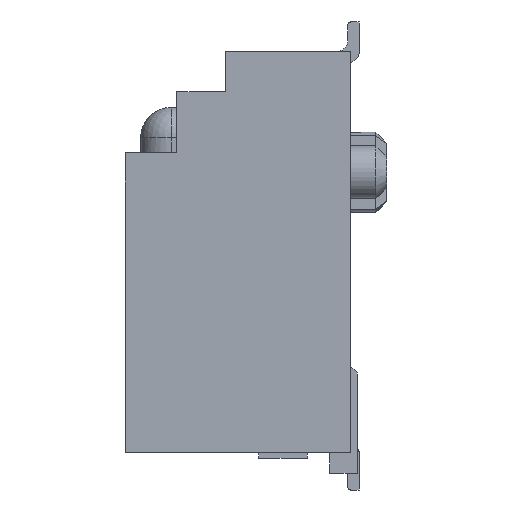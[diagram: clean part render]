
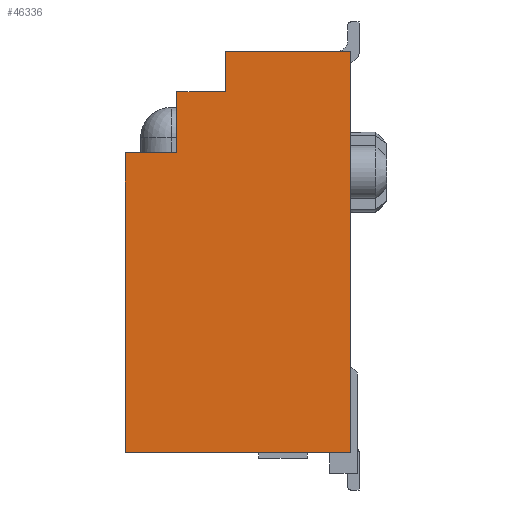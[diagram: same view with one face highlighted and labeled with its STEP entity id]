
A CAD part, left-side view. The second image highlights one B-rep face of the part: STEP entity #46336.
In plain terms, the highlighted planar face has unit normal (-1, 0, 0).
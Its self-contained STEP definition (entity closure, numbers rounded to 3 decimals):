
#851=DIRECTION('',(0.,0.,1.));
#852=VECTOR('',#851,7.2);
#853=CARTESIAN_POINT('',(-10.95,0.,-3.28));
#854=LINE('',#853,#852);
#17542=DIRECTION('',(0.,-1.,0.));
#17543=VECTOR('',#17542,0.93);
#17544=CARTESIAN_POINT('',(-10.95,4.05,2.1));
#17545=LINE('',#17544,#17543);
#17546=DIRECTION('',(0.,0.,1.));
#17547=VECTOR('',#17546,1.1);
#17548=CARTESIAN_POINT('',(-10.95,3.12,2.1));
#17549=LINE('',#17548,#17547);
#17550=DIRECTION('',(0.,-1.,0.));
#17551=VECTOR('',#17550,0.87);
#17552=CARTESIAN_POINT('',(-10.95,3.12,3.2));
#17553=LINE('',#17552,#17551);
#17554=DIRECTION('',(0.,0.,1.));
#17555=VECTOR('',#17554,0.72);
#17556=CARTESIAN_POINT('',(-10.95,2.25,3.2));
#17557=LINE('',#17556,#17555);
#17558=DIRECTION('',(0.,-1.,0.));
#17559=VECTOR('',#17558,2.25);
#17560=CARTESIAN_POINT('',(-10.95,2.25,3.92));
#17561=LINE('',#17560,#17559);
#17562=DIRECTION('',(0.,1.,0.));
#17563=VECTOR('',#17562,4.05);
#17564=CARTESIAN_POINT('',(-10.95,0.,-3.28));
#17565=LINE('',#17564,#17563);
#17574=DIRECTION('',(0.,0.,-1.));
#17575=VECTOR('',#17574,5.38);
#17576=CARTESIAN_POINT('',(-10.95,4.05,2.1));
#17577=LINE('',#17576,#17575);
#23331=CARTESIAN_POINT('',(-10.95,0.,-3.28));
#23332=CARTESIAN_POINT('',(-10.95,0.,3.92));
#23333=VERTEX_POINT('',#23331);
#23334=VERTEX_POINT('',#23332);
#23335=CARTESIAN_POINT('',(-10.95,4.05,-3.28));
#23336=VERTEX_POINT('',#23335);
#23337=CARTESIAN_POINT('',(-10.95,3.12,2.1));
#23338=CARTESIAN_POINT('',(-10.95,3.12,3.2));
#23339=VERTEX_POINT('',#23337);
#23340=VERTEX_POINT('',#23338);
#23341=CARTESIAN_POINT('',(-10.95,2.25,3.2));
#23342=VERTEX_POINT('',#23341);
#23343=CARTESIAN_POINT('',(-10.95,2.25,3.92));
#23344=VERTEX_POINT('',#23343);
#23361=CARTESIAN_POINT('',(-10.95,4.05,2.1));
#23362=VERTEX_POINT('',#23361);
#46317=CARTESIAN_POINT('',(-10.95,2.025,0.32));
#46318=DIRECTION('',(1.,0.,0.));
#46319=DIRECTION('',(0.,0.,-1.));
#46320=AXIS2_PLACEMENT_3D('',#46317,#46318,#46319);
#46321=PLANE('',#46320);
#46323=ORIENTED_EDGE('',*,*,#46322,.F.);
#46325=ORIENTED_EDGE('',*,*,#46324,.T.);
#46327=ORIENTED_EDGE('',*,*,#46326,.T.);
#46329=ORIENTED_EDGE('',*,*,#46328,.T.);
#46330=ORIENTED_EDGE('',*,*,#24778,.T.);
#46331=ORIENTED_EDGE('',*,*,#38755,.T.);
#46332=ORIENTED_EDGE('',*,*,#26091,.F.);
#46333=ORIENTED_EDGE('',*,*,#27063,.T.);
#46334=EDGE_LOOP('',(#46323,#46325,#46327,#46329,#46330,#46331,#46332,#46333));
#46335=FACE_OUTER_BOUND('',#46334,.F.);
#24778=EDGE_CURVE('',#23342,#23344,#17557,.T.);
#26091=EDGE_CURVE('',#23333,#23334,#854,.T.);
#27063=EDGE_CURVE('',#23333,#23336,#17565,.T.);
#38755=EDGE_CURVE('',#23344,#23334,#17561,.T.);
#46322=EDGE_CURVE('',#23362,#23336,#17577,.T.);
#46324=EDGE_CURVE('',#23362,#23339,#17545,.T.);
#46326=EDGE_CURVE('',#23339,#23340,#17549,.T.);
#46328=EDGE_CURVE('',#23340,#23342,#17553,.T.);
#46336=ADVANCED_FACE('',(#46335),#46321,.F.);
